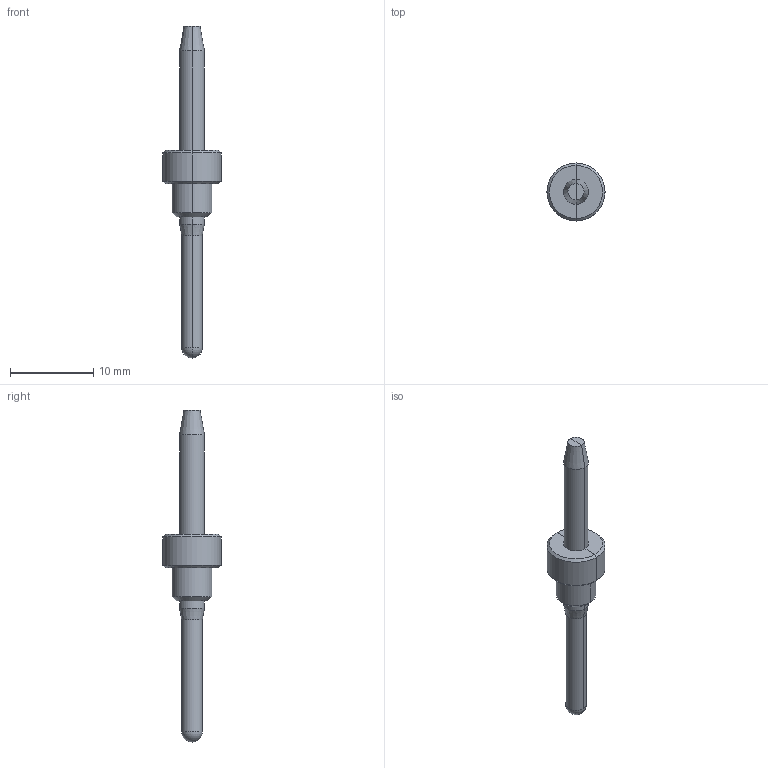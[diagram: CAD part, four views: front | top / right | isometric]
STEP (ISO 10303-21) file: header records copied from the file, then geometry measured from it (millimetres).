
FILE_DESCRIPTION((''),'2;1');
FILE_NAME('P1701081','',('ISBE GmbH'),('ISBE GmbH'),'ISBE STEP IO v1.1', 'originating_system','authorisation');
FILE_SCHEMA(('AUTOMOTIVE_DESIGN { 1 0 10303 214 1 1 1 1 }'));
Length unit declared in the file: millimetre
Products named in the file (3): CUT0; NOCUT0; RootObj
Assembly tree (2 placements, depth 2):
  RootObj
    CUT0
    NOCUT0
Bounding box: 7 x 7 x 40 mm (x, y, z)
Volume: 406.8 mm3; surface area: 484.1 mm2
Topology: 2 solids, 2 shells, 34 faces, 66 edges, 34 vertices
Faces by surface type: plane 12, cylinder 10, cone 10, sphere 2
Entity records: 1791 total; most frequent: DIRECTION 306, CARTESIAN_POINT 267, LINE 142, VECTOR 142, ORIENTED_EDGE 128, PCURVE 128, DEFINITIONAL_REPRESENTATION 128, AXIS2_PLACEMENT_3D 73
